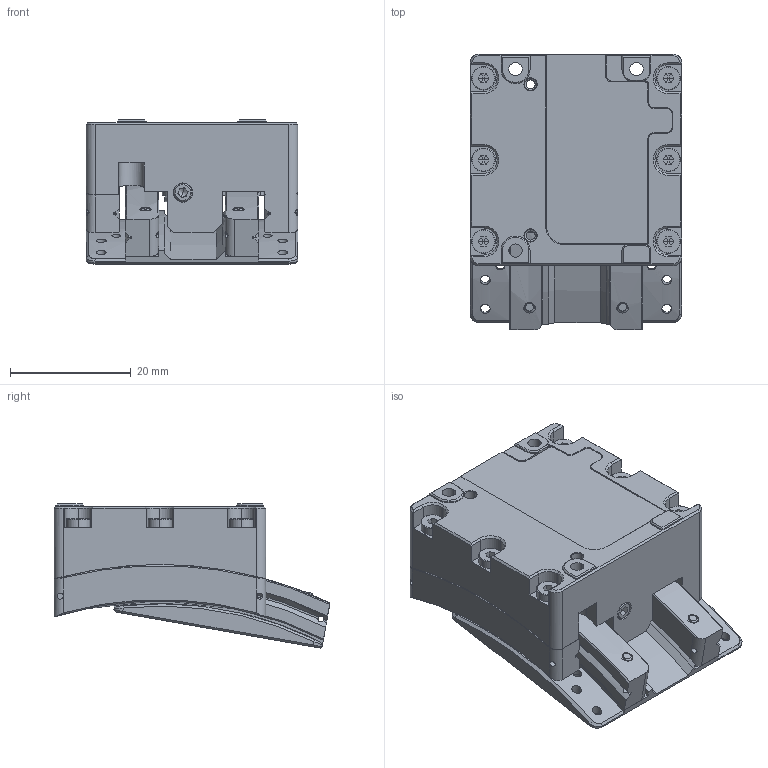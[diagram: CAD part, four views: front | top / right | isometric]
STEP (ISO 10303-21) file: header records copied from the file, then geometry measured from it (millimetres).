
FILE_DESCRIPTION (( 'STEP AP203' ), '1' );
FILE_NAME ('GS35-55Lab V1.3.STEP', '2024-07-17T04:18:18', ( '' ), ( '' ), 'SwSTEP 2.0', 'SolidWorks 2020', '' );
FILE_SCHEMA (( 'CONFIG_CONTROL_DESIGN' ));
Length unit declared in the file: millimetre
Products named in the file (1): GS35-55Lab V1.3
Bounding box: 35 x 45.6 x 23.82 mm (x, y, z)
Volume: 21464.8 mm3; surface area: 13770.1 mm2
Topology: 12 solids, 16 shells, 933 faces, 2317 edges, 1422 vertices
Faces by surface type: plane 411, cylinder 320, cone 148, torus 48, bspline 4, sphere 2
Entity records: 30314 total; most frequent: CARTESIAN_POINT 7979, DIRECTION 4643, ORIENTED_EDGE 4626, EDGE_CURVE 2313, AXIS2_PLACEMENT_3D 1691, VERTEX_POINT 1422, LINE 1261, VECTOR 1261
